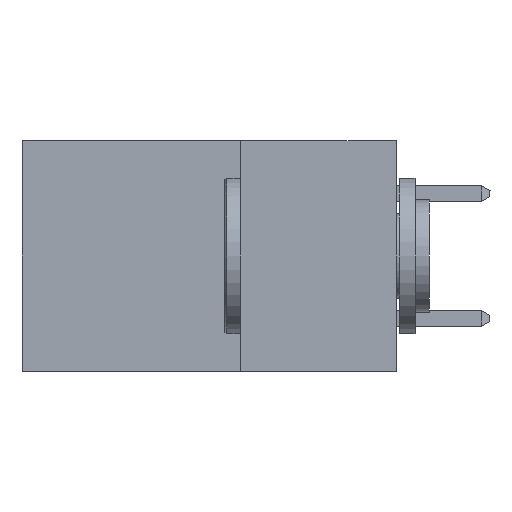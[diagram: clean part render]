
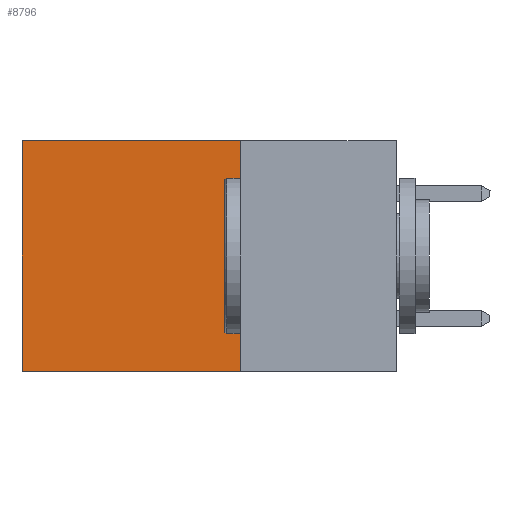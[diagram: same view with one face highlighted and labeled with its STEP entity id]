
A CAD part, left-side view. The second image highlights one B-rep face of the part: STEP entity #8796.
In plain terms, the highlighted planar face has unit normal (-1, 0, 0).
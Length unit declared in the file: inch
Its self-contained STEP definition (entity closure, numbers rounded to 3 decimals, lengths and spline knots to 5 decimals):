
#160 = AXIS2_PLACEMENT_3D ( 'NONE', #3302, #2138, #2081 ) ;
#745 = VECTOR ( 'NONE', #8767, 39.37008 ) ;
#956 = VERTEX_POINT ( 'NONE', #10423 ) ;
#1128 = LINE ( 'NONE', #9702, #745 ) ;
#2053 = ORIENTED_EDGE ( 'NONE', *, *, #4252, .T. ) ;
#2081 = DIRECTION ( 'NONE',  ( 0., 0., -1. ) ) ;
#2138 = DIRECTION ( 'NONE',  ( 1., 0., 0. ) ) ;
#2344 = VECTOR ( 'NONE', #8327, 39.37008 ) ;
#2471 = VERTEX_POINT ( 'NONE', #14826 ) ;
#2732 = LINE ( 'NONE', #7882, #2344 ) ;
#2934 = PLANE ( 'NONE',  #160 ) ;
#3012 = EDGE_CURVE ( 'NONE', #12593, #2471, #2732, .T. ) ;
#3302 = CARTESIAN_POINT ( 'NONE',  ( 0.298, 0.25, 0. ) ) ;
#4186 = VECTOR ( 'NONE', #5121, 39.37008 ) ;
#4252 = EDGE_CURVE ( 'NONE', #956, #2471, #4974, .T. ) ;
#4280 = EDGE_CURVE ( 'NONE', #14234, #956, #1128, .T. ) ;
#4605 = CARTESIAN_POINT ( 'NONE',  ( 0.298, 0.25, 0. ) ) ;
#4974 = LINE ( 'NONE', #6698, #4186 ) ;
#5045 = FACE_OUTER_BOUND ( 'NONE', #15108, .T. ) ;
#5121 = DIRECTION ( 'NONE',  ( 0., 0., -1. ) ) ;
#5791 = CARTESIAN_POINT ( 'NONE',  ( 0.298, 0.25, 0. ) ) ;
#5965 = DIRECTION ( 'NONE',  ( 0., 0., -1. ) ) ;
#6698 = CARTESIAN_POINT ( 'NONE',  ( 0.298, 0.6, 0. ) ) ;
#6780 = ORIENTED_EDGE ( 'NONE', *, *, #3012, .F. ) ;
#7450 = CARTESIAN_POINT ( 'NONE',  ( 0.298, 0.25, -0.37 ) ) ;
#7882 = CARTESIAN_POINT ( 'NONE',  ( 0.298, 0.25, -0.37 ) ) ;
#8327 = DIRECTION ( 'NONE',  ( 0., 1., 0. ) ) ;
#8767 = DIRECTION ( 'NONE',  ( 0., 1., 0. ) ) ;
#8796 = ADVANCED_FACE ( 'NONE', ( #5045 ), #2934, .F. ) ;
#9205 = EDGE_CURVE ( 'NONE', #14234, #12593, #13915, .T. ) ;
#9702 = CARTESIAN_POINT ( 'NONE',  ( 0.298, 0.25, 0. ) ) ;
#9859 = ORIENTED_EDGE ( 'NONE', *, *, #9205, .F. ) ;
#10423 = CARTESIAN_POINT ( 'NONE',  ( 0.298, 0.6, 0. ) ) ;
#10919 = VECTOR ( 'NONE', #5965, 39.37008 ) ;
#12593 = VERTEX_POINT ( 'NONE', #7450 ) ;
#13915 = LINE ( 'NONE', #5791, #10919 ) ;
#14234 = VERTEX_POINT ( 'NONE', #4605 ) ;
#14826 = CARTESIAN_POINT ( 'NONE',  ( 0.298, 0.6, -0.37 ) ) ;
#14850 = ORIENTED_EDGE ( 'NONE', *, *, #4280, .T. ) ;
#15108 = EDGE_LOOP ( 'NONE', ( #2053, #6780, #9859, #14850 ) ) ;
